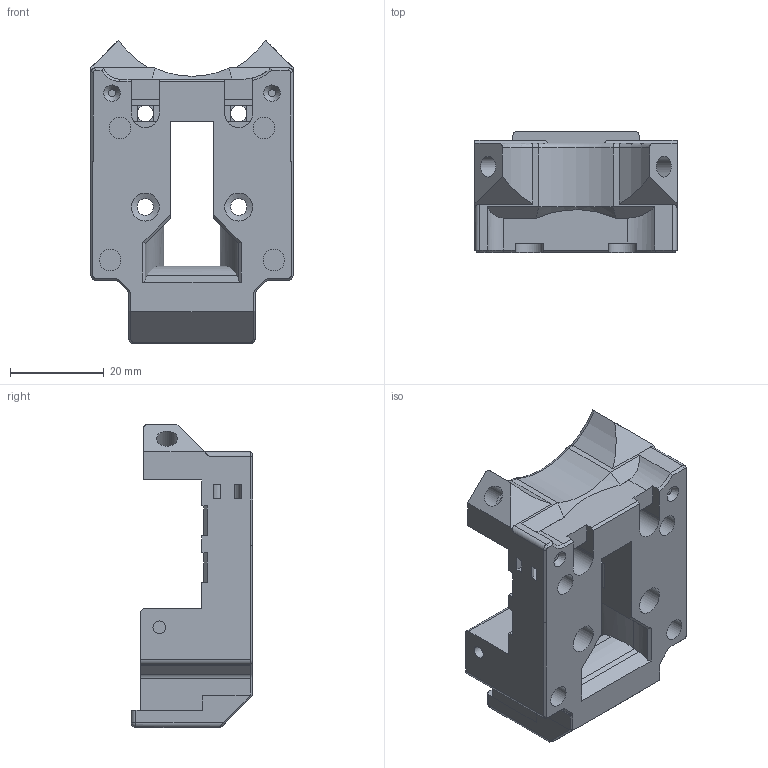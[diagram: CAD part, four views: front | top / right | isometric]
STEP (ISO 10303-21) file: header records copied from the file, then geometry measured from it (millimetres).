
FILE_DESCRIPTION(/* description */ (''),/* implementation_level */ '2;1');
FILE_NAME(/* name */ 'Mantis_LGX_Lite_Carriage_Klicky.step',/* time_stamp */ '2022-01-29T16:19:20-05:00',/* author */ (''),/* organization */ (''),/* preprocessor_version */ 'ST-DEVELOPER v18.1',/* originating_system */ 'Autodesk Translation Framework v10.13.0.1454',/* authorisation */ '');
FILE_SCHEMA (('AUTOMOTIVE_DESIGN { 1 0 10303 214 3 1 1 }'));
Length unit declared in the file: millimetre
Products named in the file (1): Mantis_LGX_Lite_Carriage_SingleMagnet
Bounding box: 43.2 x 26 x 64.81 mm (x, y, z)
Volume: 28927.6 mm3; surface area: 12998.5 mm2
Topology: 1 solids, 1 shells, 420 faces, 1171 edges, 756 vertices
Faces by surface type: plane 303, cylinder 73, cone 24, bspline 15, torus 3, sphere 2
Full cylindrical faces by diameter (mm): 1.8 x2, 2.385 x2, 2.7 x1, 3.2 x2, 3.5 x4, 4.5 x2, 4.6 x4, 6 x2
Entity records: 13929 total; most frequent: CARTESIAN_POINT 3042, ORIENTED_EDGE 2338, DIRECTION 2143, EDGE_CURVE 1169, LINE 903, VECTOR 903, VERTEX_POINT 756, AXIS2_PLACEMENT_3D 620
